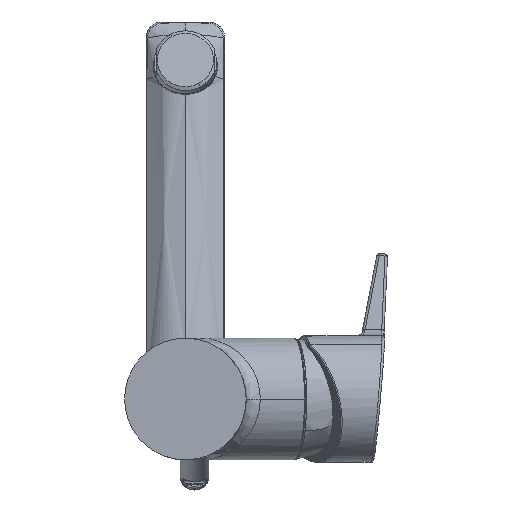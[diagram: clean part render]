
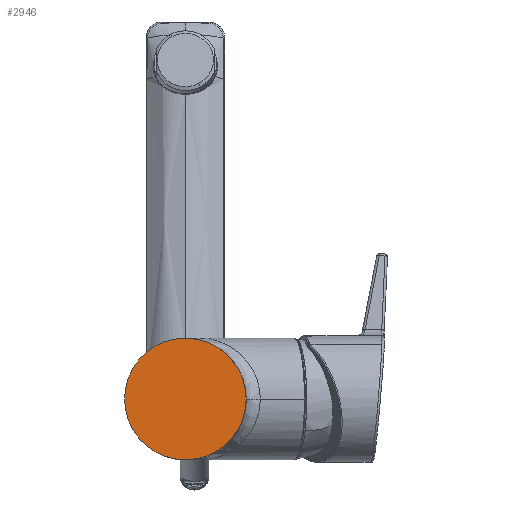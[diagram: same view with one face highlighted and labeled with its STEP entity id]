
A CAD part, front view. The second image highlights one B-rep face of the part: STEP entity #2946.
In plain terms, the highlighted planar face has unit normal (0, -1, 0).
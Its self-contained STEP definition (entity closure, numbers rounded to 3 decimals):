
#556 = CARTESIAN_POINT ( 'NONE',  ( 23.25, -0.5, 0. ) ) ;
#1014 = DIRECTION ( 'NONE',  ( -1., 0., 0. ) ) ;
#1401 = AXIS2_PLACEMENT_3D ( 'NONE', #6715, #4672, #4658 ) ;
#2374 = VERTEX_POINT ( 'NONE', #556 ) ;
#2667 = AXIS2_PLACEMENT_3D ( 'NONE', #4929, #13389, #6126 ) ;
#2946 = ADVANCED_FACE ( 'NONE', ( #9800 ), #4883, .F. ) ;
#4658 = DIRECTION ( 'NONE',  ( 1., 0., 0. ) ) ;
#4672 = DIRECTION ( 'NONE',  ( 0., 1., 0. ) ) ;
#4836 = ORIENTED_EDGE ( 'NONE', *, *, #9983, .F. ) ;
#4883 = PLANE ( 'NONE',  #1401 ) ;
#4929 = CARTESIAN_POINT ( 'NONE',  ( 0., -0.5, 0. ) ) ;
#6126 = DIRECTION ( 'NONE',  ( -1., 0., 0. ) ) ;
#6715 = CARTESIAN_POINT ( 'NONE',  ( 0., -0.5, -7.385 ) ) ;
#7734 = VERTEX_POINT ( 'NONE', #10209 ) ;
#8290 = DIRECTION ( 'NONE',  ( 0., 1., 0. ) ) ;
#9800 = FACE_OUTER_BOUND ( 'NONE', #9959, .T. ) ;
#9959 = EDGE_LOOP ( 'NONE', ( #15839, #4836 ) ) ;
#9983 = EDGE_CURVE ( 'NONE', #2374, #7734, #15317, .T. ) ;
#10209 = CARTESIAN_POINT ( 'NONE',  ( -23.25, -0.5, 0. ) ) ;
#12417 = AXIS2_PLACEMENT_3D ( 'NONE', #15621, #8290, #1014 ) ;
#13050 = CIRCLE ( 'NONE', #12417, 23.25 ) ;
#13389 = DIRECTION ( 'NONE',  ( 0., 1., 0. ) ) ;
#14662 = EDGE_CURVE ( 'NONE', #7734, #2374, #13050, .T. ) ;
#15317 = CIRCLE ( 'NONE', #2667, 23.25 ) ;
#15621 = CARTESIAN_POINT ( 'NONE',  ( 0., -0.5, 0. ) ) ;
#15839 = ORIENTED_EDGE ( 'NONE', *, *, #14662, .F. ) ;
